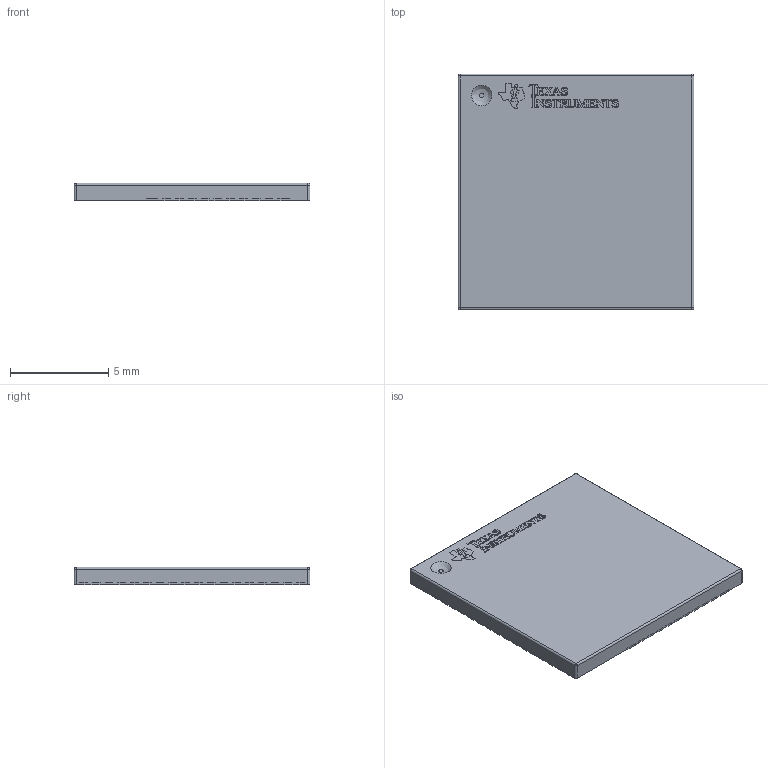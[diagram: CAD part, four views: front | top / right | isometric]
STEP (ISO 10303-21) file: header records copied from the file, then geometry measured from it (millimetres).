
FILE_DESCRIPTION(/* description */ (''),/* implementation_level */ '2;1');
FILE_NAME(/* name */ '1.stp',/* time_stamp */ '2020-02-16T18:24:16+02:00',/* author */ ('k'),/* organization */ (''),/* preprocessor_version */ 'ST-DEVELOPER v15.6',/* originating_system */ 'Autodesk Inventor 2015',/* authorisation */ '');
FILE_SCHEMA (('AUTOMOTIVE_DESIGN { 1 0 10303 214 3 1 1 }'));
Length unit declared in the file: millimetre
Products named in the file (5): 1; 2; Texas Logo Yury; Texas Logo Yury - Copy
Bounding box: 12 x 12 x 0.9 mm (x, y, z)
Volume: 128.6 mm3; surface area: 548.9 mm2
Topology: 74 solids, 74 shells, 1025 faces, 2614 edges, 1739 vertices
Faces by surface type: plane 846, bspline 167, cylinder 8, sphere 4
Entity records: 31886 total; most frequent: CARTESIAN_POINT 8077, ORIENTED_EDGE 5228, DIRECTION 4034, EDGE_CURVE 2614, LINE 2262, VECTOR 2262, VERTEX_POINT 1739, EDGE_LOOP 1031
